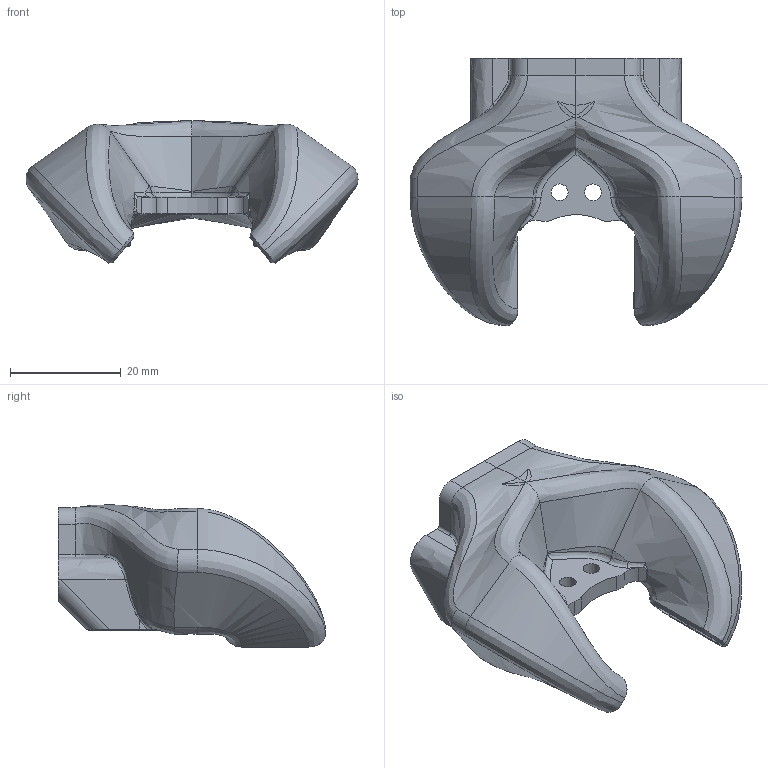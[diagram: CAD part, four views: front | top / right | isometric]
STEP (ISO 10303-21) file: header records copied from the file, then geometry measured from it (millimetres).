
FILE_DESCRIPTION(/* description */ (''),/* implementation_level */ '2;1');
FILE_NAME(/* name */ 'Duct.step',/* time_stamp */ '2025-12-11T21:09:47+03:00',/* author */ (''),/* organization */ (''),/* preprocessor_version */ 'ST-DEVELOPER v20.1',/* originating_system */ 'Autodesk Translation Framework v14.21.0.0',/* authorisation */ '');
FILE_SCHEMA (('AUTOMOTIVE_DESIGN { 1 0 10303 214 3 1 1 }'));
Length unit declared in the file: millimetre
Products named in the file (1): Duct (1)
Bounding box: 59.9 x 48.17 x 25.65 mm (x, y, z)
Volume: 9090.7 mm3; surface area: 12666.2 mm2
Topology: 1 solids, 1 shells, 257 faces, 727 edges, 454 vertices
Faces by surface type: bspline 189, plane 34, cylinder 23, cone 11
Full cylindrical faces by diameter (mm): 2.5 x4, 3 x2
Entity records: 28822 total; most frequent: CARTESIAN_POINT 23563, ORIENTED_EDGE 1418, EDGE_CURVE 709, DIRECTION 568, VERTEX_POINT 454, B_SPLINE_CURVE_WITH_KNOTS 406, EDGE_LOOP 273, FACE_OUTER_BOUND 257
